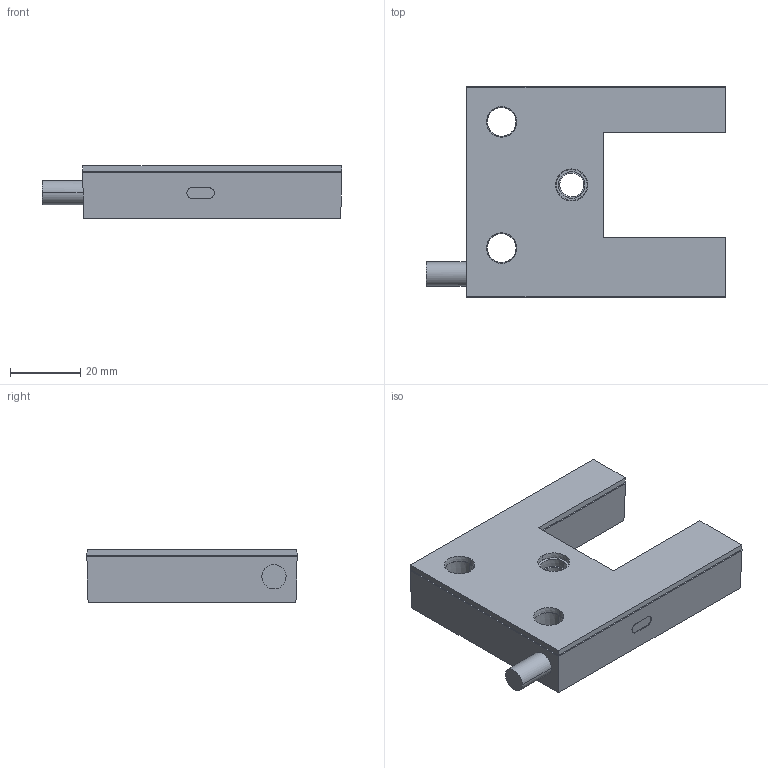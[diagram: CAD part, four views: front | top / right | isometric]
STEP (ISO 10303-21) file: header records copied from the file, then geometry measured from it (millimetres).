
FILE_DESCRIPTION(('Creo Elements/Direct Modeling STEP Export'),'2;1');
FILE_NAME('PF74-simpel.stp','2017-01-27T 9:26:21',('Palle Edslev '),('EDSLEV A/S'),'Creo Elements/Direct Modeling STEP processor for AP214 (Solid Model)','Creo Elements/Direct Modeling 18.1H 24-Oct-2015 (C) Parametric Technology GmbH','');
FILE_SCHEMA(('AUTOMOTIVE_DESIGN { 1 0 10303 214 1 1 1 1 }'));
Length unit declared in the file: millimetre
Products named in the file (1): PF74-Simpel
Bounding box: 85.56 x 60 x 15 mm (x, y, z)
Volume: 48093 mm3; surface area: 13070.9 mm2
Topology: 1 solids, 1 shells, 57 faces, 143 edges, 97 vertices
Faces by surface type: plane 37, cone 14, cylinder 6
Entity records: 1621 total; most frequent: ORIENTED_EDGE 286, CARTESIAN_POINT 271, DIRECTION 250, EDGE_CURVE 143, VECTOR 98, LINE 98, VERTEX_POINT 97, AXIS2_PLACEMENT_3D 76
